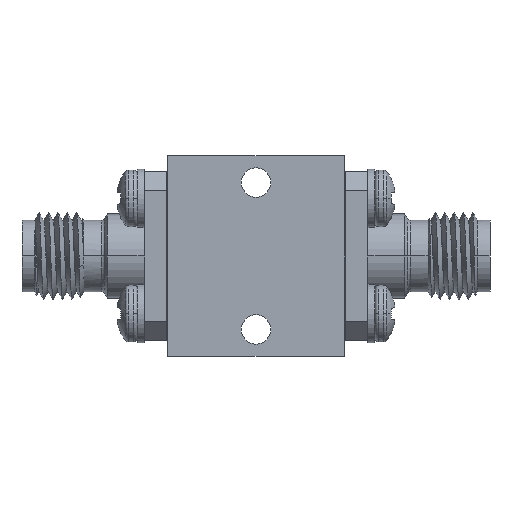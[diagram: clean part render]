
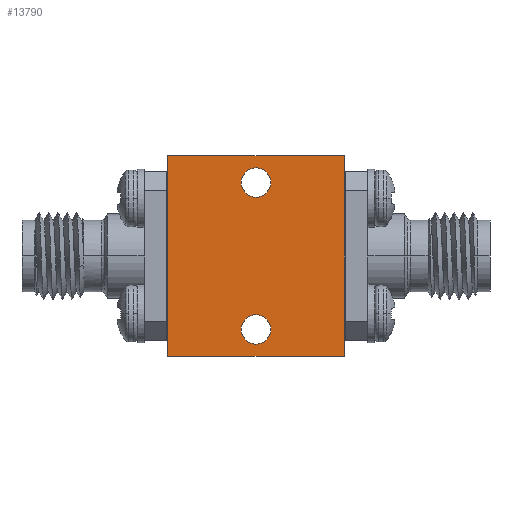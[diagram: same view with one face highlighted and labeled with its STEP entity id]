
A CAD part, front view. The second image highlights one B-rep face of the part: STEP entity #13790.
In plain terms, the highlighted planar face has unit normal (0, -1, 0).
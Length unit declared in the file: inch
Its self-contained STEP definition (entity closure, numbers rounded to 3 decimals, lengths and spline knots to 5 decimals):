
#466 = EDGE_CURVE ( 'NONE', #34780, #23308, #24085, .T. ) ;
#525 = CARTESIAN_POINT ( 'NONE',  ( 0., 0., 0. ) ) ;
#1620 = VERTEX_POINT ( 'NONE', #10943 ) ;
#2299 = EDGE_CURVE ( 'NONE', #37680, #1620, #19227, .T. ) ;
#2758 = VECTOR ( 'NONE', #10277, 39.37008 ) ;
#3121 = EDGE_CURVE ( 'NONE', #23308, #6443, #12418, .T. ) ;
#3499 = EDGE_CURVE ( 'NONE', #31854, #34780, #6149, .T. ) ;
#3538 = EDGE_LOOP ( 'NONE', ( #26453, #34936, #3867, #21711 ) ) ;
#3867 = ORIENTED_EDGE ( 'NONE', *, *, #466, .F. ) ;
#4784 = CARTESIAN_POINT ( 'NONE',  ( 0., 0., 0.21654 ) ) ;
#5254 = CIRCLE ( 'NONE', #26844, 0.04331 ) ;
#6149 = LINE ( 'NONE', #37806, #2758 ) ;
#6443 = VERTEX_POINT ( 'NONE', #22536 ) ;
#6776 = CARTESIAN_POINT ( 'NONE',  ( -0.25984, 0., -0.29528 ) ) ;
#7063 = FACE_BOUND ( 'NONE', #26287, .T. ) ;
#8008 = DIRECTION ( 'NONE',  ( 0., 1., 0. ) ) ;
#8055 = CIRCLE ( 'NONE', #20057, 0.04331 ) ;
#8818 = CARTESIAN_POINT ( 'NONE',  ( 0., 0., 0.21654 ) ) ;
#10052 = CIRCLE ( 'NONE', #22343, 0.04331 ) ;
#10277 = DIRECTION ( 'NONE',  ( 1., 0., 0. ) ) ;
#10943 = CARTESIAN_POINT ( 'NONE',  ( 0., 0., -0.25984 ) ) ;
#11406 = EDGE_CURVE ( 'NONE', #1620, #37680, #5254, .T. ) ;
#12418 = LINE ( 'NONE', #6776, #17712 ) ;
#13736 = ORIENTED_EDGE ( 'NONE', *, *, #11406, .T. ) ;
#13790 = ADVANCED_FACE ( 'NONE', ( #17624, #7063, #38916 ), #15733, .F. ) ;
#15153 = DIRECTION ( 'NONE',  ( 0., 1., 0. ) ) ;
#15733 = PLANE ( 'NONE',  #36280 ) ;
#17326 = VECTOR ( 'NONE', #31117, 39.37008 ) ;
#17624 = FACE_BOUND ( 'NONE', #31705, .T. ) ;
#17712 = VECTOR ( 'NONE', #37647, 39.37008 ) ;
#17919 = CARTESIAN_POINT ( 'NONE',  ( 0.25984, 0., -0.29528 ) ) ;
#19054 = DIRECTION ( 'NONE',  ( 0., 0., 1. ) ) ;
#19227 = CIRCLE ( 'NONE', #21895, 0.04331 ) ;
#19345 = CARTESIAN_POINT ( 'NONE',  ( -0.25984, 0., -0.29528 ) ) ;
#20057 = AXIS2_PLACEMENT_3D ( 'NONE', #8818, #21327, #21191 ) ;
#20138 = EDGE_CURVE ( 'NONE', #38811, #26355, #10052, .T. ) ;
#20545 = CARTESIAN_POINT ( 'NONE',  ( -0.25984, 0., 0.29528 ) ) ;
#21191 = DIRECTION ( 'NONE',  ( 0., 0., 1. ) ) ;
#21217 = EDGE_CURVE ( 'NONE', #26355, #38811, #8055, .T. ) ;
#21327 = DIRECTION ( 'NONE',  ( 0., 1., 0. ) ) ;
#21711 = ORIENTED_EDGE ( 'NONE', *, *, #3499, .F. ) ;
#21895 = AXIS2_PLACEMENT_3D ( 'NONE', #31506, #22461, #22336 ) ;
#21923 = CARTESIAN_POINT ( 'NONE',  ( 0., 0., 0.25984 ) ) ;
#22336 = DIRECTION ( 'NONE',  ( 0., 0., 1. ) ) ;
#22343 = AXIS2_PLACEMENT_3D ( 'NONE', #4784, #8008, #38790 ) ;
#22461 = DIRECTION ( 'NONE',  ( 0., 1., 0. ) ) ;
#22536 = CARTESIAN_POINT ( 'NONE',  ( -0.25984, 0., -0.29528 ) ) ;
#22876 = LINE ( 'NONE', #19345, #29153 ) ;
#23308 = VERTEX_POINT ( 'NONE', #32365 ) ;
#24085 = LINE ( 'NONE', #17919, #17326 ) ;
#24445 = DIRECTION ( 'NONE',  ( 0., 0., 1. ) ) ;
#24879 = CARTESIAN_POINT ( 'NONE',  ( 0., 0., -0.17323 ) ) ;
#26287 = EDGE_LOOP ( 'NONE', ( #35423, #28847 ) ) ;
#26355 = VERTEX_POINT ( 'NONE', #21923 ) ;
#26453 = ORIENTED_EDGE ( 'NONE', *, *, #34705, .F. ) ;
#26844 = AXIS2_PLACEMENT_3D ( 'NONE', #37138, #15153, #24445 ) ;
#27740 = ORIENTED_EDGE ( 'NONE', *, *, #2299, .T. ) ;
#28847 = ORIENTED_EDGE ( 'NONE', *, *, #20138, .T. ) ;
#29153 = VECTOR ( 'NONE', #19054, 39.37008 ) ;
#31117 = DIRECTION ( 'NONE',  ( 0., 0., -1. ) ) ;
#31234 = DIRECTION ( 'NONE',  ( 0., 0., 1. ) ) ;
#31506 = CARTESIAN_POINT ( 'NONE',  ( 0., 0., -0.21654 ) ) ;
#31705 = EDGE_LOOP ( 'NONE', ( #27740, #13736 ) ) ;
#31854 = VERTEX_POINT ( 'NONE', #20545 ) ;
#32365 = CARTESIAN_POINT ( 'NONE',  ( 0.25984, 0., -0.29528 ) ) ;
#34705 = EDGE_CURVE ( 'NONE', #6443, #31854, #22876, .T. ) ;
#34780 = VERTEX_POINT ( 'NONE', #37236 ) ;
#34936 = ORIENTED_EDGE ( 'NONE', *, *, #3121, .F. ) ;
#35423 = ORIENTED_EDGE ( 'NONE', *, *, #21217, .T. ) ;
#35965 = CARTESIAN_POINT ( 'NONE',  ( 0., 0., 0.17323 ) ) ;
#36280 = AXIS2_PLACEMENT_3D ( 'NONE', #525, #37051, #31234 ) ;
#37051 = DIRECTION ( 'NONE',  ( 0., 1., 0. ) ) ;
#37138 = CARTESIAN_POINT ( 'NONE',  ( 0., 0., -0.21654 ) ) ;
#37236 = CARTESIAN_POINT ( 'NONE',  ( 0.25984, 0., 0.29528 ) ) ;
#37647 = DIRECTION ( 'NONE',  ( -1., 0., 0. ) ) ;
#37680 = VERTEX_POINT ( 'NONE', #24879 ) ;
#37806 = CARTESIAN_POINT ( 'NONE',  ( -0.25984, 0., 0.29528 ) ) ;
#38790 = DIRECTION ( 'NONE',  ( 0., 0., 1. ) ) ;
#38811 = VERTEX_POINT ( 'NONE', #35965 ) ;
#38916 = FACE_OUTER_BOUND ( 'NONE', #3538, .T. ) ;
